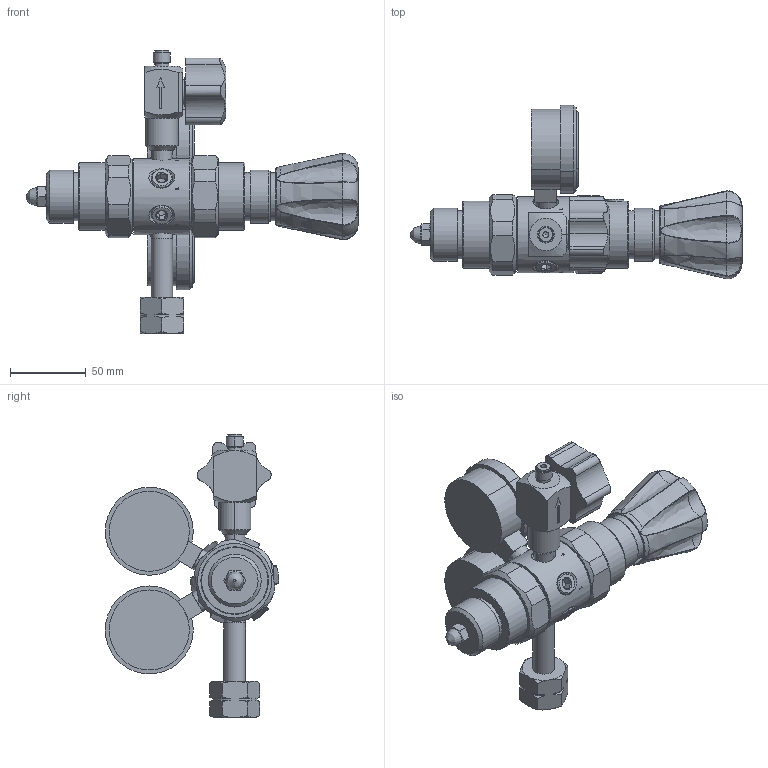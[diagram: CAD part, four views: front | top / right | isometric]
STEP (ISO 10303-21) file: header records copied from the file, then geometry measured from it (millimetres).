
FILE_DESCRIPTION(/* description */ (''),/* implementation_level */ '2;1');
FILE_NAME(/* name */ 'M3810A-350.stp',/* time_stamp */ '2018-08-01T10:53:32-04:00',/* author */ ('dlachman'),/* organization */ (''),/* preprocessor_version */ 'ST-DEVELOPER v16.5',/* originating_system */ 'Autodesk Inventor 2017',/* authorisation */ '');
FILE_SCHEMA (('AUTOMOTIVE_DESIGN { 1 0 10303 214 3 1 1 }'));
Products named in the file (9): M3810A-350; MREG-6053-SA; MGAG-0605-SA; MGAG-0083-SA; MVLV-0829-SA; MPLU-0074-SA; MCNN-0260-SA; MNIP-0257-SA; MNUT-0213-BA
Assembly tree (8 placements, depth 3):
  M3810A-350
    MREG-6053-SA
    MGAG-0605-SA
    MGAG-0083-SA
    MVLV-0829-SA
    MPLU-0074-SA
    MCNN-0260-SA
      MNIP-0257-SA
      MNUT-0213-BA
Bounding box: 218.48 x 114.14 x 186.25 mm (x, y, z)
Volume: 474904.1 mm3; surface area: 124655 mm2
Topology: 12 solids, 13 shells, 1228 faces, 3115 edges, 1992 vertices
Faces by surface type: plane 589, cylinder 234, bspline 210, cone 148, torus 46, sphere 1
Full cylindrical faces by diameter (mm): 1.587 x2, 2.9 x3, 3.81 x1, 4.762 x3, 4.763 x1, 4.775 x3, 6.528 x3, 8.433 x2, 9.347 x1, 10.16 x2, 10.414 x1, 11.1 x4, 12.192 x1, 14.224 x1, 14.402 x1, 14.702 x2, 18.796 x1, 19 x1, 20.261 x1, 23.8 x2, 31.623 x2, 31.75 x3, 34.036 x2, 34.798 x2, 36.322 x2, 37.084 x1, 37.5 x1, 41.148 x2, 42.418 x4, 43.18 x2
Entity records: 49990 total; most frequent: CARTESIAN_POINT 21406, ORIENTED_EDGE 5874, DIRECTION 5140, EDGE_CURVE 2937, VERTEX_POINT 1957, AXIS2_PLACEMENT_3D 1815, LINE 1510, VECTOR 1510
